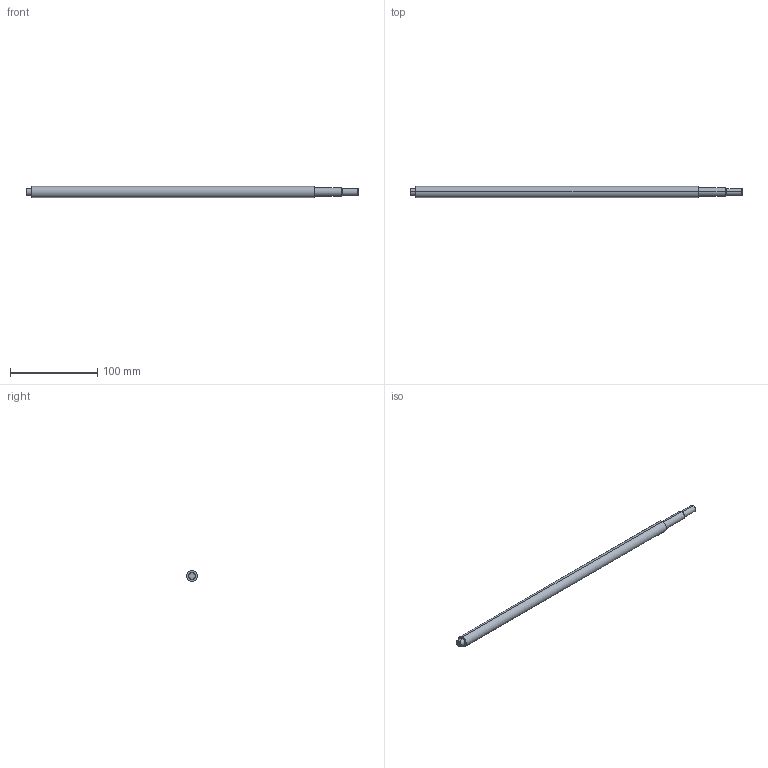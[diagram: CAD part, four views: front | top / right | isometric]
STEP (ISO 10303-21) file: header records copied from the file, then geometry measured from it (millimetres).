
FILE_DESCRIPTION (( 'STEP AP203' ), '1' );
FILE_NAME ('am-3257 DART 12 Lead Screw.STEP', '2016-02-01T14:38:48', ( '' ), ( '' ), 'SwSTEP 2.0', 'SolidWorks 2014', '' );
FILE_SCHEMA (( 'CONFIG_CONTROL_DESIGN' ));
Length unit declared in the file: inch
Products named in the file (1): am-3257 DART 12 Lead Screw
Bounding box: 380.17 x 12.7 x 12.7 mm (x, y, z)
Volume: 44312.7 mm3; surface area: 14930.6 mm2
Topology: 1 solids, 1 shells, 28 faces, 59 edges, 36 vertices
Faces by surface type: cylinder 12, cone 8, plane 8
Entity records: 859 total; most frequent: CARTESIAN_POINT 160, DIRECTION 142, ORIENTED_EDGE 118, EDGE_CURVE 59, AXIS2_PLACEMENT_3D 58, VERTEX_POINT 36, EDGE_LOOP 31, CIRCLE 29
